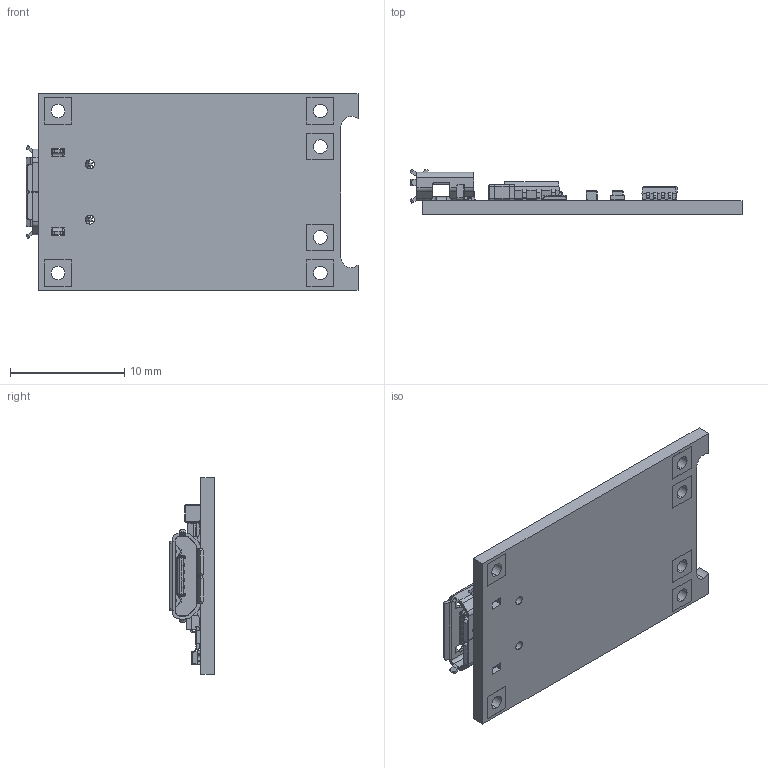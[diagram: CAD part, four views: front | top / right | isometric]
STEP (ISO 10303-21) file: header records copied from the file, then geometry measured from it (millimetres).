
FILE_DESCRIPTION (( 'STEP AP214' ), '1' );
FILE_NAME ('03962A (HW107) Lithium Battery Charging Module.STEP', '2021-03-17T04:25:51', ( '' ), ( '' ), 'SwSTEP 2.0', 'SolidWorks 2021', '' );
FILE_SCHEMA (( 'AUTOMOTIVE_DESIGN' ));
Length unit declared in the file: millimetre
Products named in the file (11): LED - SMD Red - 0805; IC Batt Protection - Fortune - DW01P; MicroUSB B - Hirose - ZX62D-B-5P8; 03962A (HW107) Lithium Battery Charging Module; Capacitor - Ceramic - 0603; IC Mosfet - Semtron - SMC8205; Resistor - 0805; LED - SMD Blue - 0805; Capacitor - Ceramic - 0805; IC Batt Charger - TP4056; HW107 PCB - Battery Controller
Assembly tree (15 placements, depth 2):
  03962A (HW107) Lithium Battery Charging Module
    HW107 PCB - Battery Controller
    MicroUSB B - Hirose - ZX62D-B-5P8
    IC Mosfet - Semtron - SMC8205
    IC Batt Protection - Fortune - DW01P
    IC Batt Charger - TP4056
    Resistor - 0805  x5
    Capacitor - Ceramic - 0805
    Capacitor - Ceramic - 0603  x2
    LED - SMD Blue - 0805
    LED - SMD Red - 0805
Bounding box: 29.1 x 3.96 x 17.2 mm (x, y, z)
Volume: 650.5 mm3; surface area: 1571 mm2
Topology: 20 solids, 20 shells, 2755 faces, 7462 edges, 4900 vertices
Faces by surface type: plane 1590, bspline 707, cylinder 416, torus 34, sphere 8
Entity records: 103771 total; most frequent: CARTESIAN_POINT 33467, ORIENTED_EDGE 11654, DIRECTION 8784, EDGE_CURVE 5827, LINE 4042, VECTOR 4042, VERTEX_POINT 3826, AXIS2_PLACEMENT_3D 2371
